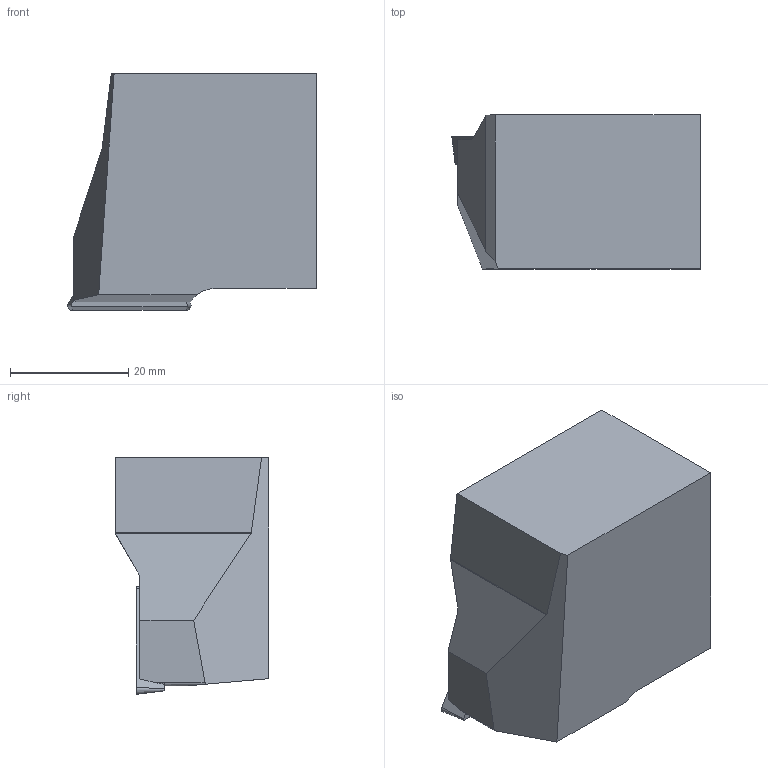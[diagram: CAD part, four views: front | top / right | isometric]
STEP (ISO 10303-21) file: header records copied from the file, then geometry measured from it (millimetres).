
FILE_DESCRIPTION(/* description */ (''),/* implementation_level */ '2;1');
FILE_NAME(/* name */ '1551429147361.stp',/* time_stamp */ '2019-03-01T09:32:43+01:00',/* author */ (''),/* organization */ ('SMS'),/* preprocessor_version */ 'ST-DEVELOPER v15',/* originating_system */ 'SIEMENS PLM Software NX 8.5',/* authorisation */ '');
FILE_SCHEMA (('AUTOMOTIVE_DESIGN { 1 0 10303 214 3 1 1 1 }'));
Length unit declared in the file: millimetre
Products named in the file (4): ASSEMBLY_CONSTRUCTION; IsoTurningInsert; 201892303mod000_00; 111169322mod000_01
Assembly tree (3 placements, depth 2):
  111169322mod000_01
    201892303mod000_00
    IsoTurningInsert
    ASSEMBLY_CONSTRUCTION
Bounding box: 42 x 26 x 40 mm (x, y, z)
Volume: 33170.3 mm3; surface area: 7232.6 mm2
Topology: 2 solids, 2 shells, 37 faces, 98 edges, 72 vertices
Faces by surface type: plane 22, cylinder 6, cone 5, torus 4
Full cylindrical faces by diameter (mm): 5.5 x2
Entity records: 1284 total; most frequent: CARTESIAN_POINT 224, DIRECTION 205, ORIENTED_EDGE 170, EDGE_CURVE 85, AXIS2_PLACEMENT_3D 75, VERTEX_POINT 61, LINE 55, VECTOR 55
